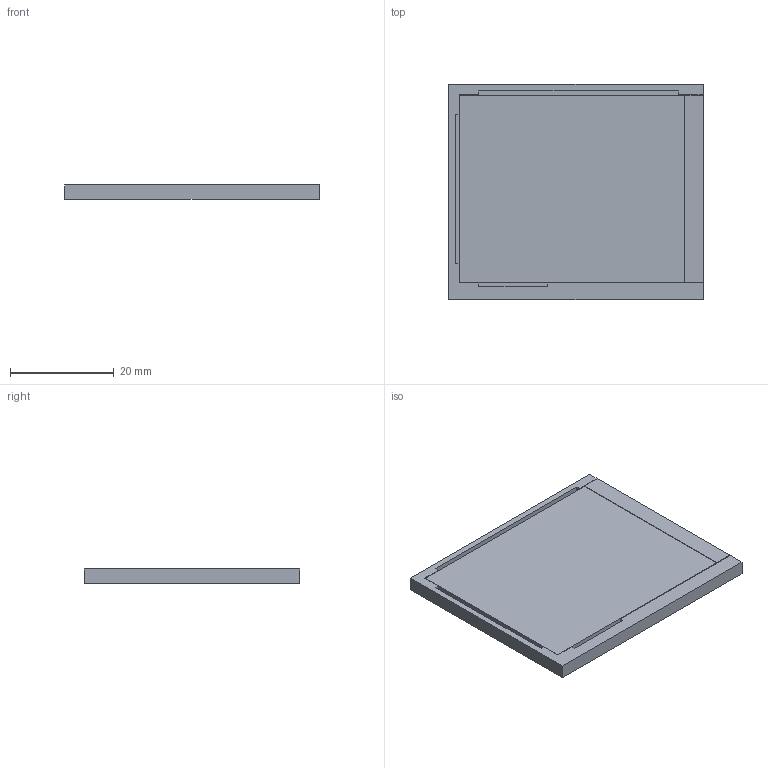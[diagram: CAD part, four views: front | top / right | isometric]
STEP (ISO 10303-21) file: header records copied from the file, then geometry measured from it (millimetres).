
FILE_DESCRIPTION(('FreeCAD Model'),'2;1');
FILE_NAME('open-smart 2.4 tft.step','2018-11-03T15:26:07',('Author'),(''), 'Open CASCADE STEP processor 7.2','FreeCAD','Unknown');
FILE_SCHEMA(('AUTOMOTIVE_DESIGN { 1 0 10303 214 1 1 1 1 }'));
Length unit declared in the file: millimetre
Products named in the file (2): whiteframe; panel
Bounding box: 49 x 41.5 x 2.8 mm (x, y, z)
Volume: 5364.4 mm3; surface area: 8206.8 mm2
Topology: 2 solids, 2 shells, 30 faces, 78 edges, 52 vertices
Faces by surface type: plane 30
Entity records: 1956 total; most frequent: CARTESIAN_POINT 317, DIRECTION 296, LINE 234, VECTOR 234, ORIENTED_EDGE 156, PCURVE 156, DEFINITIONAL_REPRESENTATION 156, EDGE_CURVE 78
